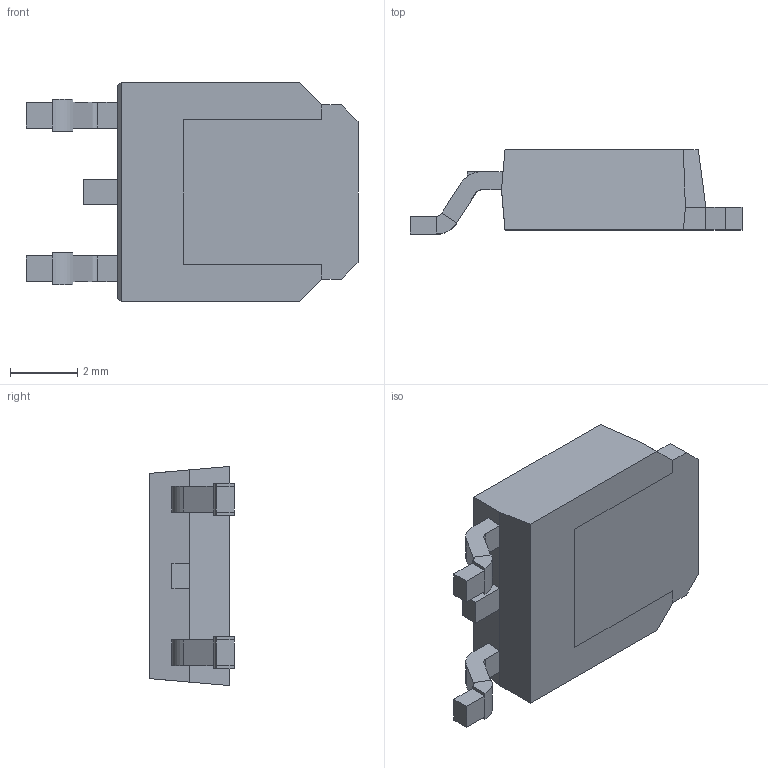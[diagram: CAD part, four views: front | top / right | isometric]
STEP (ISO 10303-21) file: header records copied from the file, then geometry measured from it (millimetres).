
FILE_DESCRIPTION (( 'STEP AP214' ), '1' );
FILE_NAME ('IRLR2705TRPBF.STEP', '2023-02-23T02:47:30', ( '' ), ( '' ), 'SwSTEP 2.0', 'SolidWorks 2021', '' );
FILE_SCHEMA (( 'AUTOMOTIVE_DESIGN' ));
Length unit declared in the file: millimetre
Products named in the file (1): IRLR2705TRPBF
Bounding box: 9.9 x 2.52 x 6.54 mm (x, y, z)
Volume: 96.4 mm3; surface area: 220.5 mm2
Topology: 5 solids, 5 shells, 79 faces, 187 edges, 118 vertices
Faces by surface type: plane 71, cylinder 8
Entity records: 2287 total; most frequent: CARTESIAN_POINT 385, ORIENTED_EDGE 374, DIRECTION 363, EDGE_CURVE 187, VECTOR 171, LINE 171, VERTEX_POINT 118, AXIS2_PLACEMENT_3D 96
